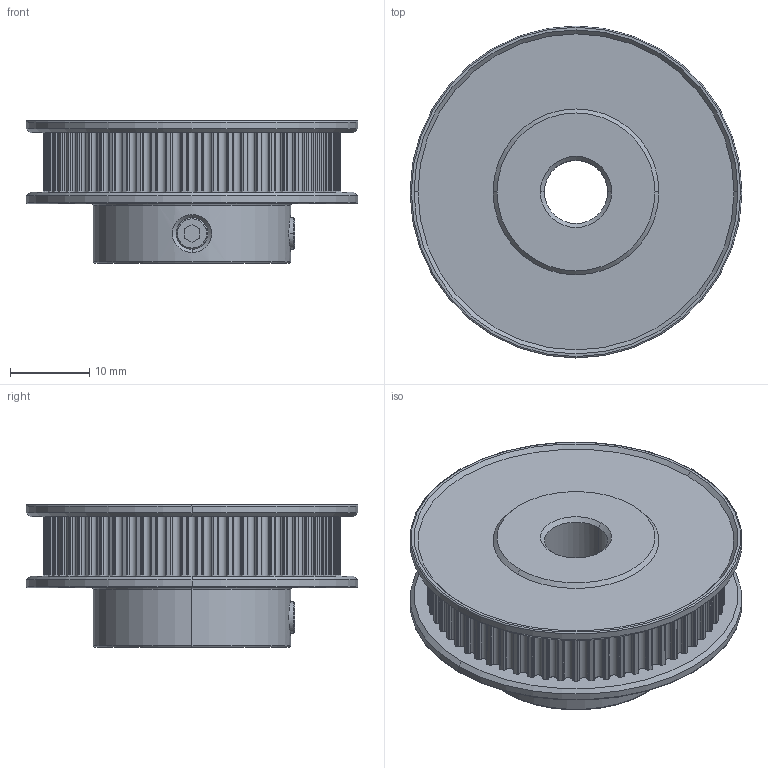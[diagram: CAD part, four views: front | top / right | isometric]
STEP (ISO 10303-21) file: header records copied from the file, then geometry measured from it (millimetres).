
FILE_DESCRIPTION (( 'STEP AP203' ), '1' );
FILE_NAME ('GT2_60T_8_6.STEP', '2021-02-18T15:44:19', ( '' ), ( '' ), 'SwSTEP 2.0', 'SolidWorks 2019', '' );
FILE_SCHEMA (( 'CONFIG_CONTROL_DESIGN' ));
Length unit declared in the file: millimetre
Products named in the file (1): GT2_60T_8_6
Bounding box: 42 x 42 x 18 mm (x, y, z)
Volume: 14409.4 mm3; surface area: 6017.2 mm2
Topology: 1 solids, 1 shells, 604 faces, 1755 edges, 1162 vertices
Faces by surface type: cylinder 431, plane 145, cone 16, torus 8, bspline 4
Entity records: 22882 total; most frequent: CARTESIAN_POINT 6018, DIRECTION 3827, ORIENTED_EDGE 3510, EDGE_CURVE 1755, AXIS2_PLACEMENT_3D 1491, VERTEX_POINT 1162, CIRCLE 890, VECTOR 845
